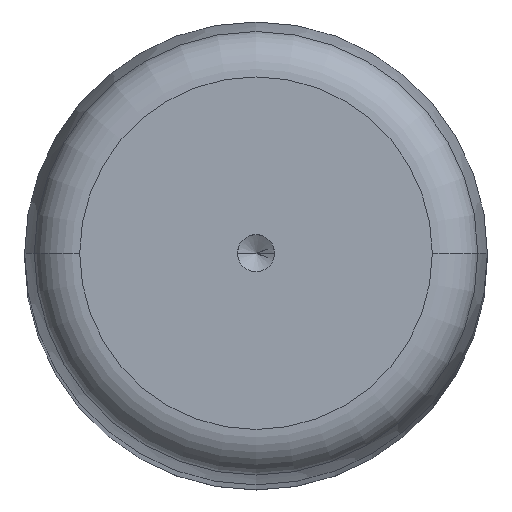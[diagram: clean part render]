
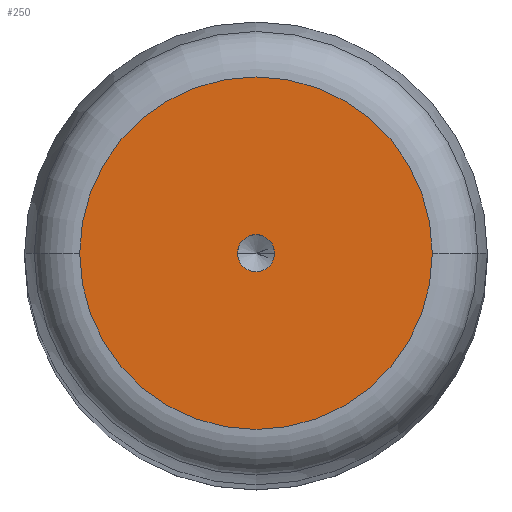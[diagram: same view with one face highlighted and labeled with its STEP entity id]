
A CAD part, top view. The second image highlights one B-rep face of the part: STEP entity #250.
In plain terms, the highlighted planar face has unit normal (0, 0, 1).
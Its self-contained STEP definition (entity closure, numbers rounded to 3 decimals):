
#8 = CARTESIAN_POINT ( 'NONE',  ( 1., 0., 170. ) ) ;
#43 = AXIS2_PLACEMENT_3D ( 'NONE', #359, #380, #429 ) ;
#69 = DIRECTION ( 'NONE',  ( 1., 0., 0. ) ) ;
#73 = CARTESIAN_POINT ( 'NONE',  ( 9.521, 0., 170. ) ) ;
#75 = ORIENTED_EDGE ( 'NONE', *, *, #76, .T. ) ;
#76 = EDGE_CURVE ( 'NONE', #356, #286, #430, .T. ) ;
#79 = CARTESIAN_POINT ( 'NONE',  ( 0., 0., 170. ) ) ;
#83 = AXIS2_PLACEMENT_3D ( 'NONE', #79, #434, #631 ) ;
#128 = AXIS2_PLACEMENT_3D ( 'NONE', #527, #261, #69 ) ;
#141 = AXIS2_PLACEMENT_3D ( 'NONE', #644, #330, #645 ) ;
#156 = FACE_BOUND ( 'NONE', #316, .T. ) ;
#171 = AXIS2_PLACEMENT_3D ( 'NONE', #401, #600, #346 ) ;
#250 = ADVANCED_FACE ( 'NONE', ( #156, #378 ), #268, .T. ) ;
#254 = CIRCLE ( 'NONE', #128, 1. ) ;
#258 = EDGE_CURVE ( 'NONE', #271, #472, #540, .T. ) ;
#261 = DIRECTION ( 'NONE',  ( 0., 0., 1. ) ) ;
#268 = PLANE ( 'NONE',  #141 ) ;
#271 = VERTEX_POINT ( 'NONE', #8 ) ;
#281 = ORIENTED_EDGE ( 'NONE', *, *, #453, .T. ) ;
#286 = VERTEX_POINT ( 'NONE', #73 ) ;
#316 = EDGE_LOOP ( 'NONE', ( #595, #328 ) ) ;
#328 = ORIENTED_EDGE ( 'NONE', *, *, #610, .F. ) ;
#330 = DIRECTION ( 'NONE',  ( 0., 0., 1. ) ) ;
#346 = DIRECTION ( 'NONE',  ( 1., 0., 0. ) ) ;
#356 = VERTEX_POINT ( 'NONE', #549 ) ;
#359 = CARTESIAN_POINT ( 'NONE',  ( 0., 0., 170. ) ) ;
#378 = FACE_OUTER_BOUND ( 'NONE', #539, .T. ) ;
#380 = DIRECTION ( 'NONE',  ( 0., 0., 1. ) ) ;
#401 = CARTESIAN_POINT ( 'NONE',  ( 0., 0., 170. ) ) ;
#429 = DIRECTION ( 'NONE',  ( 1., 0., 0. ) ) ;
#430 = CIRCLE ( 'NONE', #171, 9.521 ) ;
#434 = DIRECTION ( 'NONE',  ( 0., 0., 1. ) ) ;
#453 = EDGE_CURVE ( 'NONE', #286, #356, #517, .T. ) ;
#458 = CARTESIAN_POINT ( 'NONE',  ( -1., 0., 170. ) ) ;
#472 = VERTEX_POINT ( 'NONE', #458 ) ;
#517 = CIRCLE ( 'NONE', #43, 9.521 ) ;
#527 = CARTESIAN_POINT ( 'NONE',  ( 0., 0., 170. ) ) ;
#539 = EDGE_LOOP ( 'NONE', ( #281, #75 ) ) ;
#540 = CIRCLE ( 'NONE', #83, 1. ) ;
#549 = CARTESIAN_POINT ( 'NONE',  ( -9.521, 0., 170. ) ) ;
#595 = ORIENTED_EDGE ( 'NONE', *, *, #258, .F. ) ;
#600 = DIRECTION ( 'NONE',  ( 0., 0., 1. ) ) ;
#610 = EDGE_CURVE ( 'NONE', #472, #271, #254, .T. ) ;
#631 = DIRECTION ( 'NONE',  ( 1., 0., 0. ) ) ;
#644 = CARTESIAN_POINT ( 'NONE',  ( 0., 0., 170. ) ) ;
#645 = DIRECTION ( 'NONE',  ( 1., 0., 0. ) ) ;
